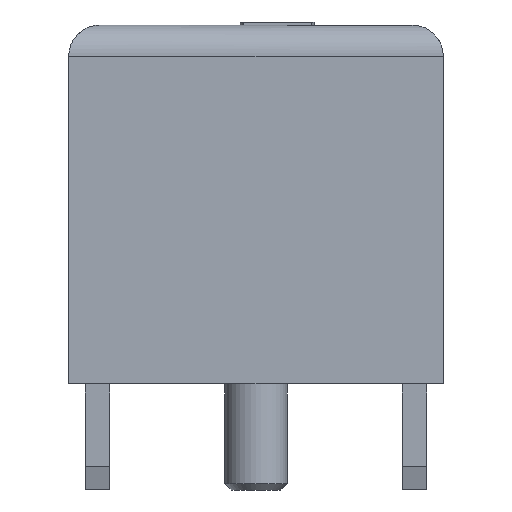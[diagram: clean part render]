
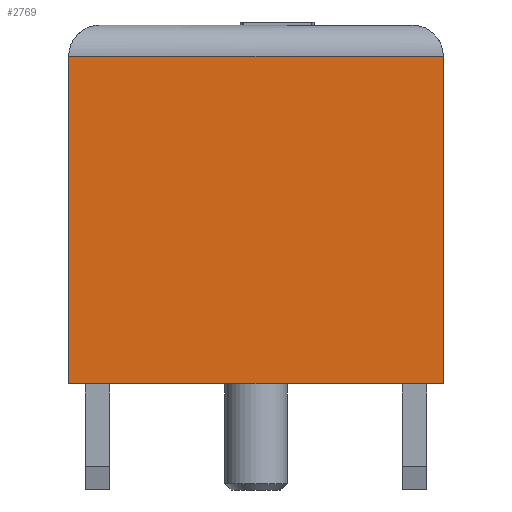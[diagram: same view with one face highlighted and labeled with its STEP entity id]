
A CAD part, left-side view. The second image highlights one B-rep face of the part: STEP entity #2769.
In plain terms, the highlighted planar face has unit normal (-1, 0, 0).
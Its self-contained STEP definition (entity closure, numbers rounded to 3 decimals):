
#2769 = ADVANCED_FACE('',(#2770),#2804,.T.);
#2770 = FACE_BOUND('',#2771,.T.);
#2771 = EDGE_LOOP('',(#2772,#2782,#2790,#2798));
#2772 = ORIENTED_EDGE('',*,*,#2773,.F.);
#2773 = EDGE_CURVE('',#2774,#2776,#2778,.T.);
#2774 = VERTEX_POINT('',#2775);
#2775 = CARTESIAN_POINT('',(-5.5,-6.,0.));
#2776 = VERTEX_POINT('',#2777);
#2777 = CARTESIAN_POINT('',(-5.5,6.,0.));
#2778 = LINE('',#2779,#2780);
#2779 = CARTESIAN_POINT('',(-5.5,6.,0.));
#2780 = VECTOR('',#2781,1.);
#2781 = DIRECTION('',(0.,1.,0.));
#2782 = ORIENTED_EDGE('',*,*,#2783,.F.);
#2783 = EDGE_CURVE('',#2784,#2774,#2786,.T.);
#2784 = VERTEX_POINT('',#2785);
#2785 = CARTESIAN_POINT('',(-5.5,-6.,10.5));
#2786 = LINE('',#2787,#2788);
#2787 = CARTESIAN_POINT('',(-5.5,-6.,5.75));
#2788 = VECTOR('',#2789,1.);
#2789 = DIRECTION('',(0.,0.,-1.));
#2790 = ORIENTED_EDGE('',*,*,#2791,.T.);
#2791 = EDGE_CURVE('',#2784,#2792,#2794,.T.);
#2792 = VERTEX_POINT('',#2793);
#2793 = CARTESIAN_POINT('',(-5.5,6.,10.5));
#2794 = LINE('',#2795,#2796);
#2795 = CARTESIAN_POINT('',(-5.5,6.,10.5));
#2796 = VECTOR('',#2797,1.);
#2797 = DIRECTION('',(0.,1.,0.));
#2798 = ORIENTED_EDGE('',*,*,#2799,.T.);
#2799 = EDGE_CURVE('',#2792,#2776,#2800,.T.);
#2800 = LINE('',#2801,#2802);
#2801 = CARTESIAN_POINT('',(-5.5,6.,5.75));
#2802 = VECTOR('',#2803,1.);
#2803 = DIRECTION('',(0.,0.,-1.));
#2804 = PLANE('',#2805);
#2805 = AXIS2_PLACEMENT_3D('',#2806,#2807,#2808);
#2806 = CARTESIAN_POINT('',(-5.5,6.,0.));
#2807 = DIRECTION('',(-1.,0.,0.));
#2808 = DIRECTION('',(0.,-1.,0.));
